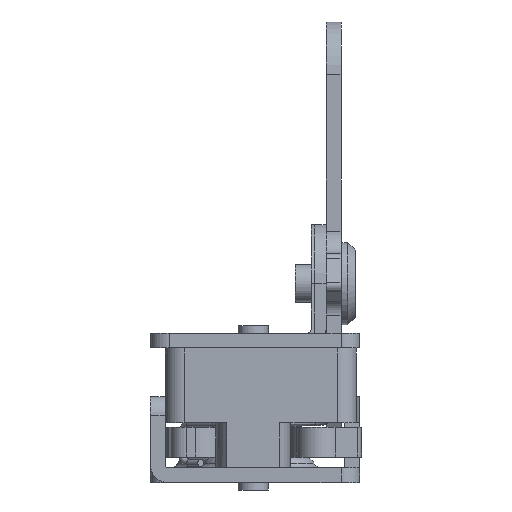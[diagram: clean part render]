
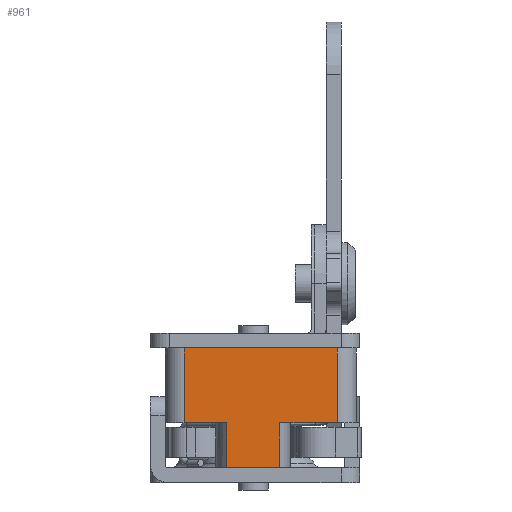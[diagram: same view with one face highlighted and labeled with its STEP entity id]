
A CAD part, left-side view. The second image highlights one B-rep face of the part: STEP entity #961.
In plain terms, the highlighted planar face has unit normal (-1, 0, 0).
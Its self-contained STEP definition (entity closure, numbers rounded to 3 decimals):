
#961=ADVANCED_FACE('',(#1736),#1737,.F.);
#1736=FACE_OUTER_BOUND('',#3818,.T.);
#1737=PLANE('',#3819);
#3818=EDGE_LOOP('',(#6326,#6327,#6328,#6329,#6330,#6331,#6332,#6333));
#3819=AXIS2_PLACEMENT_3D('',#6334,#6335,#6336);
#6326=ORIENTED_EDGE('',*,*,#8477,.T.);
#6327=ORIENTED_EDGE('',*,*,#8561,.T.);
#6328=ORIENTED_EDGE('',*,*,#8524,.F.);
#6329=ORIENTED_EDGE('',*,*,#8562,.F.);
#6330=ORIENTED_EDGE('',*,*,#8499,.T.);
#6331=ORIENTED_EDGE('',*,*,#8563,.T.);
#6332=ORIENTED_EDGE('',*,*,#8564,.T.);
#6333=ORIENTED_EDGE('',*,*,#8565,.F.);
#6334=CARTESIAN_POINT('',(-41.689,18.528,2.25));
#6335=DIRECTION('',(1.,0.,0.));
#6336=DIRECTION('',(0.,1.,0.));
#8477=EDGE_CURVE('',#10099,#10097,#10100,.T.);
#8499=EDGE_CURVE('',#10143,#10141,#10144,.T.);
#8524=EDGE_CURVE('',#10184,#10186,#10187,.T.);
#8561=EDGE_CURVE('',#10097,#10186,#10258,.T.);
#8562=EDGE_CURVE('',#10143,#10184,#10259,.T.);
#8563=EDGE_CURVE('',#10141,#10260,#10261,.T.);
#8564=EDGE_CURVE('',#10260,#10262,#10263,.T.);
#8565=EDGE_CURVE('',#10099,#10262,#10264,.T.);
#10097=VERTEX_POINT('',#12603);
#10099=VERTEX_POINT('',#12605);
#10100=LINE('',#12606,#12607);
#10141=VERTEX_POINT('',#12657);
#10143=VERTEX_POINT('',#12659);
#10144=LINE('',#12660,#12661);
#10184=VERTEX_POINT('',#12720);
#10186=VERTEX_POINT('',#12722);
#10187=LINE('',#12723,#12724);
#10258=LINE('',#12810,#12811);
#10259=LINE('',#12812,#12813);
#10260=VERTEX_POINT('',#12814);
#10261=LINE('',#12815,#12816);
#10262=VERTEX_POINT('',#12817);
#10263=LINE('',#12818,#12819);
#10264=LINE('',#12820,#12821);
#12603=CARTESIAN_POINT('',(-41.689,-1.972,2.25));
#12605=CARTESIAN_POINT('',(-41.689,5.707,2.25));
#12606=CARTESIAN_POINT('',(-41.689,18.528,2.25));
#12607=VECTOR('',#14904,1.0);
#12657=CARTESIAN_POINT('',(-41.689,12.848,2.25));
#12659=CARTESIAN_POINT('',(-41.689,18.528,2.25));
#12660=CARTESIAN_POINT('',(-41.689,18.528,2.25));
#12661=VECTOR('',#14950,1.0);
#12720=CARTESIAN_POINT('',(-41.689,18.528,12.25));
#12722=CARTESIAN_POINT('',(-41.689,-1.972,12.25));
#12723=CARTESIAN_POINT('',(-41.689,18.528,12.25));
#12724=VECTOR('',#14985,1.0);
#12810=CARTESIAN_POINT('',(-41.689,-1.972,2.25));
#12811=VECTOR('',#15064,1.0);
#12812=CARTESIAN_POINT('',(-41.689,18.528,2.25));
#12813=VECTOR('',#15065,1.0);
#12814=CARTESIAN_POINT('',(-41.689,12.848,-3.75));
#12815=CARTESIAN_POINT('',(-41.689,12.848,71.073));
#12816=VECTOR('',#15066,1.0);
#12817=CARTESIAN_POINT('',(-41.689,5.707,-3.75));
#12818=CARTESIAN_POINT('',(-41.689,12.848,-3.75));
#12819=VECTOR('',#15067,1.0);
#12820=CARTESIAN_POINT('',(-41.689,5.707,71.073));
#12821=VECTOR('',#15068,1.0);
#14904=DIRECTION('',(0.,-1.,0.));
#14950=DIRECTION('',(0.,-1.,0.));
#14985=DIRECTION('',(0.,-1.,0.));
#15064=DIRECTION('',(0.,0.,1.0));
#15065=DIRECTION('',(0.,0.,1.0));
#15066=DIRECTION('',(0.,0.,-1.0));
#15067=DIRECTION('',(0.,-1.,0.));
#15068=DIRECTION('',(0.,0.,-1.0));
